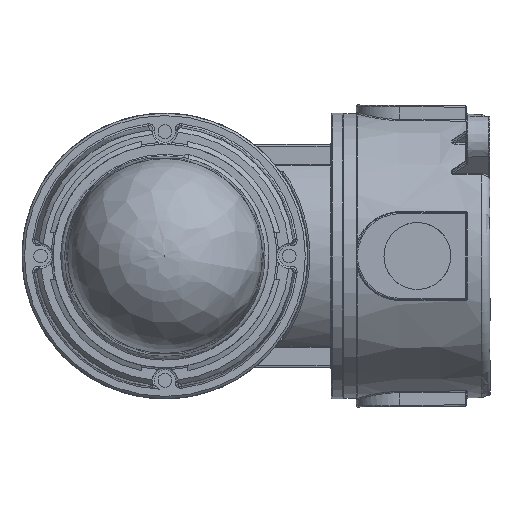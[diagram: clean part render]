
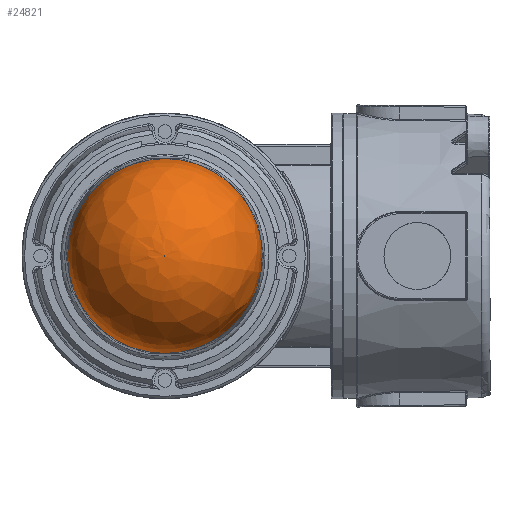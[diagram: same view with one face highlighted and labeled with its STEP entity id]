
A CAD part, front view. The second image highlights one B-rep face of the part: STEP entity #24821.
In plain terms, the highlighted free-form (B-spline) face has degree [2, 2] with [3, 9] control points.
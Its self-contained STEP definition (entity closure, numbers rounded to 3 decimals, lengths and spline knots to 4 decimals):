
#97=(
BOUNDED_SURFACE()
B_SPLINE_SURFACE(2,2,((#54992,#54993,#54994,#54995,#54996,#54997,#54998,
#54999,#55000),(#55001,#55002,#55003,#55004,#55005,#55006,#55007,#55008,
#55009),(#55010,#55011,#55012,#55013,#55014,#55015,#55016,#55017,#55018)),
 .UNSPECIFIED.,.F.,.T.,.F.)
B_SPLINE_SURFACE_WITH_KNOTS((3,3),(3,2,2,2,3),(-1.5708,-0.0524),
(-3.1416,-1.5708,0.,1.5708,3.1416),
 .UNSPECIFIED.)
GEOMETRIC_REPRESENTATION_ITEM()
RATIONAL_B_SPLINE_SURFACE(((1.,0.707,1.,0.707,1.,
0.707,1.,0.707,1.),(0.725,0.513,
0.725,0.513,0.725,0.513,
0.725,0.513,0.725),(1.,0.707,
1.,0.707,1.,0.707,1.,0.707,1.)))
REPRESENTATION_ITEM('')
SURFACE()
);
#3795=FACE_OUTER_BOUND('',#5433,.T.);
#5433=EDGE_LOOP('',(#19178,#19179,#19180,#19181,#19182,#19183,#19184));
#8780=CIRCLE('',#27181,1.5414);
#8781=CIRCLE('',#27182,1.543);
#8782=CIRCLE('',#27183,0.0005);
#8783=CIRCLE('',#27184,0.0005);
#8784=CIRCLE('',#27185,1.5414);
#8785=CIRCLE('',#27186,1.5414);
#10814=VERTEX_POINT('',#55019);
#10815=VERTEX_POINT('',#55020);
#10816=VERTEX_POINT('',#55022);
#10817=VERTEX_POINT('',#55024);
#10818=VERTEX_POINT('',#55027);
#13749=EDGE_CURVE('',#10814,#10815,#8780,.T.);
#13750=EDGE_CURVE('',#10815,#10816,#8781,.T.);
#13751=EDGE_CURVE('',#10816,#10817,#8782,.T.);
#13752=EDGE_CURVE('',#10817,#10816,#8783,.T.);
#13753=EDGE_CURVE('',#10815,#10818,#8784,.T.);
#13754=EDGE_CURVE('',#10818,#10814,#8785,.T.);
#19178=ORIENTED_EDGE('',*,*,#13749,.T.);
#19179=ORIENTED_EDGE('',*,*,#13750,.T.);
#19180=ORIENTED_EDGE('',*,*,#13751,.T.);
#19181=ORIENTED_EDGE('',*,*,#13752,.T.);
#19182=ORIENTED_EDGE('',*,*,#13750,.F.);
#19183=ORIENTED_EDGE('',*,*,#13753,.T.);
#19184=ORIENTED_EDGE('',*,*,#13754,.T.);
#24821=ADVANCED_FACE('',(#3795),#97,.F.);
#27181=AXIS2_PLACEMENT_3D('',#55021,#31803,#31804);
#27182=AXIS2_PLACEMENT_3D('',#55023,#31805,#31806);
#27183=AXIS2_PLACEMENT_3D('',#55025,#31807,#31808);
#27184=AXIS2_PLACEMENT_3D('',#55026,#31809,#31810);
#27185=AXIS2_PLACEMENT_3D('',#55028,#31811,#31812);
#27186=AXIS2_PLACEMENT_3D('',#55029,#31813,#31814);
#31803=DIRECTION('center_axis',(0.,-1.,0.));
#31804=DIRECTION('ref_axis',(1.,0.,0.));
#31805=DIRECTION('center_axis',(-1.,0.,0.));
#31806=DIRECTION('ref_axis',(0.,0.,-1.));
#31807=DIRECTION('center_axis',(0.,1.,0.));
#31808=DIRECTION('ref_axis',(1.,0.,0.));
#31809=DIRECTION('center_axis',(0.,1.,0.));
#31810=DIRECTION('ref_axis',(1.,0.,0.));
#31811=DIRECTION('center_axis',(0.,-1.,0.));
#31812=DIRECTION('ref_axis',(1.,0.,0.));
#31813=DIRECTION('center_axis',(0.,-1.,0.));
#31814=DIRECTION('ref_axis',(1.,0.,0.));
#54992=CARTESIAN_POINT('Ctrl Pts',(0.,-3.375,-0.0005));
#54993=CARTESIAN_POINT('Ctrl Pts',(-0.0005,-3.375,-0.0005));
#54994=CARTESIAN_POINT('Ctrl Pts',(-0.0005,-3.375,0.));
#54995=CARTESIAN_POINT('Ctrl Pts',(-0.0005,-3.375,0.0005));
#54996=CARTESIAN_POINT('Ctrl Pts',(0.,-3.375,0.0005));
#54997=CARTESIAN_POINT('Ctrl Pts',(0.0005,-3.375,0.0005));
#54998=CARTESIAN_POINT('Ctrl Pts',(0.0005,-3.375,0.));
#54999=CARTESIAN_POINT('Ctrl Pts',(0.0005,-3.375,-0.0005));
#55000=CARTESIAN_POINT('Ctrl Pts',(0.,-3.375,-0.0005));
#55001=CARTESIAN_POINT('Ctrl Pts',(0.,-3.375,-1.4647));
#55002=CARTESIAN_POINT('Ctrl Pts',(-1.4647,-3.375,-1.4647));
#55003=CARTESIAN_POINT('Ctrl Pts',(-1.4647,-3.375,0.));
#55004=CARTESIAN_POINT('Ctrl Pts',(-1.4647,-3.375,1.4647));
#55005=CARTESIAN_POINT('Ctrl Pts',(0.,-3.375,1.4647));
#55006=CARTESIAN_POINT('Ctrl Pts',(1.4647,-3.375,1.4647));
#55007=CARTESIAN_POINT('Ctrl Pts',(1.4647,-3.375,0.));
#55008=CARTESIAN_POINT('Ctrl Pts',(1.4647,-3.375,-1.4647));
#55009=CARTESIAN_POINT('Ctrl Pts',(0.,-3.375,-1.4647));
#55010=CARTESIAN_POINT('Ctrl Pts',(0.,-1.9128,
-1.5414));
#55011=CARTESIAN_POINT('Ctrl Pts',(-1.5414,-1.9128,
-1.5414));
#55012=CARTESIAN_POINT('Ctrl Pts',(-1.5414,-1.9128,
0.));
#55013=CARTESIAN_POINT('Ctrl Pts',(-1.5414,-1.9128,
1.5414));
#55014=CARTESIAN_POINT('Ctrl Pts',(0.,-1.9128,
1.5414));
#55015=CARTESIAN_POINT('Ctrl Pts',(1.5414,-1.9128,1.5414));
#55016=CARTESIAN_POINT('Ctrl Pts',(1.5414,-1.9128,0.));
#55017=CARTESIAN_POINT('Ctrl Pts',(1.5414,-1.9128,-1.5414));
#55018=CARTESIAN_POINT('Ctrl Pts',(0.,-1.9128,
-1.5414));
#55019=CARTESIAN_POINT('',(-1.5414,-1.9128,0.));
#55020=CARTESIAN_POINT('',(0.,-1.9128,-1.5414));
#55021=CARTESIAN_POINT('Origin',(0.,-1.9128,
0.));
#55022=CARTESIAN_POINT('',(0.,-3.375,-0.0005));
#55023=CARTESIAN_POINT('Origin',(0.,-1.832,-0.0005));
#55024=CARTESIAN_POINT('',(-0.0005,-3.375,0.));
#55025=CARTESIAN_POINT('Origin',(0.,-3.375,0.));
#55026=CARTESIAN_POINT('Origin',(0.,-3.375,0.));
#55027=CARTESIAN_POINT('',(1.5414,-1.9128,0.));
#55028=CARTESIAN_POINT('Origin',(0.,-1.9128,
0.));
#55029=CARTESIAN_POINT('Origin',(0.,-1.9128,
0.));
